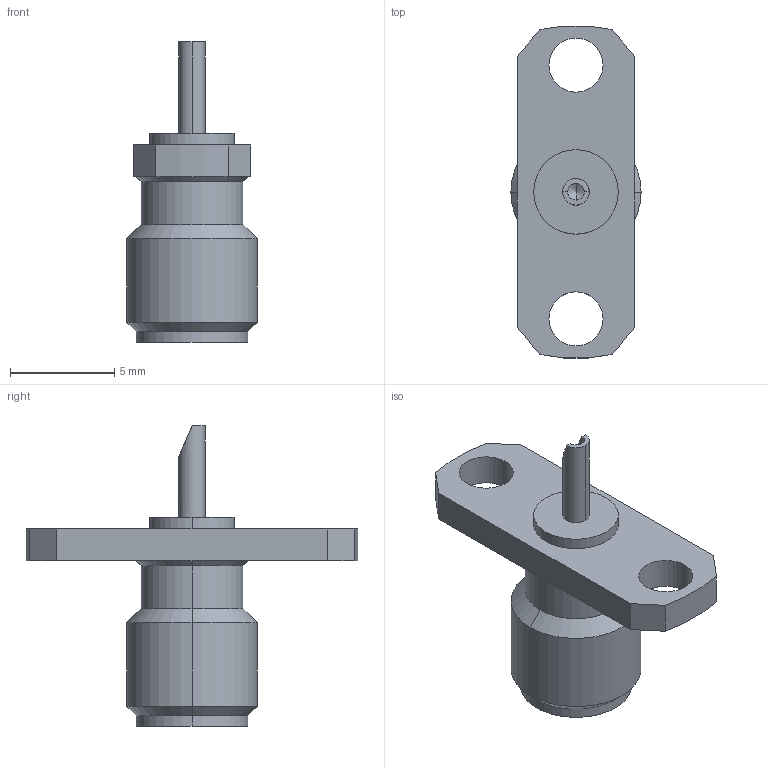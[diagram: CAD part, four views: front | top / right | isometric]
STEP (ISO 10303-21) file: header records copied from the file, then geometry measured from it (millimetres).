
FILE_DESCRIPTION (( 'STEP AP203' ), '1' );
FILE_NAME ('R125.453.001F.STEP', '2014-09-15T06:58:41', ( 'adminradiall' ), ( 'Microsoft' ), 'SwSTEP 2.0', 'SolidWorks 2014', '' );
FILE_SCHEMA (( 'CONFIG_CONTROL_DESIGN' ));
Length unit declared in the file: metre
Products named in the file (1): R125.453.001F
Bounding box: 6.26 x 15.96 x 14.43 mm (x, y, z)
Volume: 301.8 mm3; surface area: 447.4 mm2
Topology: 1 solids, 1 shells, 43 faces, 100 edges, 61 vertices
Faces by surface type: cylinder 20, plane 13, cone 10
Entity records: 1297 total; most frequent: DIRECTION 226, CARTESIAN_POINT 215, ORIENTED_EDGE 196, EDGE_CURVE 98, AXIS2_PLACEMENT_3D 88, VERTEX_POINT 61, EDGE_LOOP 51, LINE 50
